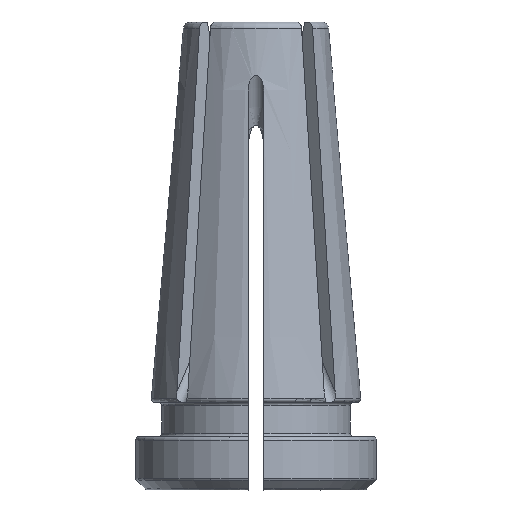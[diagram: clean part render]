
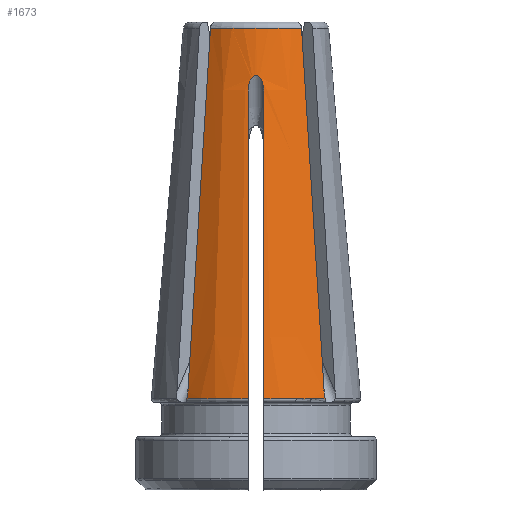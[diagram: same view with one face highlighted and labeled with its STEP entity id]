
A CAD part, left-side view. The second image highlights one B-rep face of the part: STEP entity #1673.
In plain terms, the highlighted conical face has half-angle 5 degrees and reference radius 3.06 mm.
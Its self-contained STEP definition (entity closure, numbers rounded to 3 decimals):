
#55=CONICAL_SURFACE('',#1809,3.06,0.087);
#150=B_SPLINE_CURVE_WITH_KNOTS('',3,(#2792,#2793,#2794,#2795),
 .UNSPECIFIED.,.F.,.F.,(4,4),(0.,0.011),
 .UNSPECIFIED.);
#151=B_SPLINE_CURVE_WITH_KNOTS('',3,(#2798,#2799,#2800,#2801),
 .UNSPECIFIED.,.F.,.F.,(4,4),(0.,0.),
 .UNSPECIFIED.);
#152=B_SPLINE_CURVE_WITH_KNOTS('',3,(#2802,#2803,#2804,#2805),
 .UNSPECIFIED.,.F.,.F.,(4,4),(0.021,0.03),
 .UNSPECIFIED.);
#153=B_SPLINE_CURVE_WITH_KNOTS('',3,(#2807,#2808,#2809,#2810,#2811,#2812,
#2813,#2814,#2815),.UNSPECIFIED.,.F.,.F.,(4,1,1,1,1,1,4),(0.,
0.,0.,0.001,0.001,
0.001,0.001),.UNSPECIFIED.);
#154=B_SPLINE_CURVE_WITH_KNOTS('',3,(#2817,#2818,#2819,#2820),
 .UNSPECIFIED.,.F.,.F.,(4,4),(0.021,0.03),
 .UNSPECIFIED.);
#155=B_SPLINE_CURVE_WITH_KNOTS('',3,(#2824,#2825,#2826,#2827),
 .UNSPECIFIED.,.F.,.F.,(4,4),(0.,0.),.UNSPECIFIED.);
#156=B_SPLINE_CURVE_WITH_KNOTS('',3,(#2829,#2830,#2831,#2832),
 .UNSPECIFIED.,.F.,.F.,(4,4),(0.,0.011),
 .UNSPECIFIED.);
#253=CIRCLE('',#1808,3.05);
#254=CIRCLE('',#1810,3.05);
#255=CIRCLE('',#1811,2.109);
#440=ORIENTED_EDGE('',*,*,#972,.F.);
#441=ORIENTED_EDGE('',*,*,#973,.T.);
#442=ORIENTED_EDGE('',*,*,#970,.T.);
#443=ORIENTED_EDGE('',*,*,#974,.F.);
#444=ORIENTED_EDGE('',*,*,#975,.T.);
#445=ORIENTED_EDGE('',*,*,#976,.T.);
#446=ORIENTED_EDGE('',*,*,#977,.T.);
#447=ORIENTED_EDGE('',*,*,#978,.T.);
#448=ORIENTED_EDGE('',*,*,#979,.T.);
#449=ORIENTED_EDGE('',*,*,#980,.T.);
#970=EDGE_CURVE('',#1227,#1226,#253,.T.);
#972=EDGE_CURVE('',#1228,#1229,#150,.T.);
#973=EDGE_CURVE('',#1228,#1227,#151,.T.);
#974=EDGE_CURVE('',#1230,#1226,#152,.T.);
#975=EDGE_CURVE('',#1230,#1231,#153,.T.);
#976=EDGE_CURVE('',#1231,#1232,#154,.T.);
#977=EDGE_CURVE('',#1232,#1233,#254,.T.);
#978=EDGE_CURVE('',#1233,#1234,#155,.T.);
#979=EDGE_CURVE('',#1234,#1235,#156,.T.);
#980=EDGE_CURVE('',#1235,#1229,#255,.F.);
#1226=VERTEX_POINT('',#2781);
#1227=VERTEX_POINT('',#2783);
#1228=VERTEX_POINT('',#2796);
#1229=VERTEX_POINT('',#2797);
#1230=VERTEX_POINT('',#2806);
#1231=VERTEX_POINT('',#2816);
#1232=VERTEX_POINT('',#2821);
#1233=VERTEX_POINT('',#2823);
#1234=VERTEX_POINT('',#2828);
#1235=VERTEX_POINT('',#2833);
#1477=EDGE_LOOP('',(#440,#441,#442,#443,#444,#445,#446,#447,#448,#449));
#1571=FACE_BOUND('',#1477,.T.);
#1673=ADVANCED_FACE('',(#1571),#55,.T.);
#1808=AXIS2_PLACEMENT_3D('',#2782,#2072,#2073);
#1809=AXIS2_PLACEMENT_3D('',#2791,#2074,#2075);
#1810=AXIS2_PLACEMENT_3D('',#2822,#2076,#2077);
#1811=AXIS2_PLACEMENT_3D('',#2834,#2078,#2079);
#2072=DIRECTION('',(0.,0.,1.));
#2073=DIRECTION('',(1.,0.,0.));
#2074=DIRECTION('',(0.,0.,-1.));
#2075=DIRECTION('',(-1.,0.,0.));
#2076=DIRECTION('',(0.,0.,1.));
#2077=DIRECTION('',(1.,0.,0.));
#2078=DIRECTION('',(0.,0.,1.));
#2079=DIRECTION('',(1.,0.,0.));
#2781=CARTESIAN_POINT('',(-3.042,0.225,2.659));
#2782=CARTESIAN_POINT('',(0.,0.,2.659));
#2783=CARTESIAN_POINT('',(-2.298,2.006,2.659));
#2791=CARTESIAN_POINT('',(0.,0.,2.55));
#2792=CARTESIAN_POINT('',(-2.298,1.98,2.851));
#2793=CARTESIAN_POINT('',(-2.08,1.762,6.373));
#2794=CARTESIAN_POINT('',(-1.861,1.543,9.895));
#2795=CARTESIAN_POINT('',(-1.642,1.324,13.417));
#2796=CARTESIAN_POINT('',(-2.298,1.98,2.851));
#2797=CARTESIAN_POINT('',(-1.642,1.324,13.417));
#2798=CARTESIAN_POINT('',(-2.298,1.98,2.851));
#2799=CARTESIAN_POINT('',(-2.302,1.984,2.786));
#2800=CARTESIAN_POINT('',(-2.303,1.992,2.722));
#2801=CARTESIAN_POINT('',(-2.298,2.006,2.659));
#2802=CARTESIAN_POINT('',(-2.258,0.225,11.595));
#2803=CARTESIAN_POINT('',(-2.519,0.225,8.616));
#2804=CARTESIAN_POINT('',(-2.781,0.225,5.637));
#2805=CARTESIAN_POINT('',(-3.042,0.225,2.659));
#2806=CARTESIAN_POINT('',(-2.258,0.225,11.595));
#2807=CARTESIAN_POINT('',(-2.258,0.225,11.595));
#2808=CARTESIAN_POINT('',(-2.249,0.225,11.687));
#2809=CARTESIAN_POINT('',(-2.24,0.204,11.824));
#2810=CARTESIAN_POINT('',(-2.231,0.129,11.994));
#2811=CARTESIAN_POINT('',(-2.227,0.,12.088));
#2812=CARTESIAN_POINT('',(-2.231,-0.129,11.994));
#2813=CARTESIAN_POINT('',(-2.239,-0.204,11.825));
#2814=CARTESIAN_POINT('',(-2.249,-0.225,11.687));
#2815=CARTESIAN_POINT('',(-2.258,-0.225,11.595));
#2816=CARTESIAN_POINT('',(-2.258,-0.225,11.595));
#2817=CARTESIAN_POINT('',(-2.258,-0.225,11.595));
#2818=CARTESIAN_POINT('',(-2.519,-0.225,8.616));
#2819=CARTESIAN_POINT('',(-2.781,-0.225,5.637));
#2820=CARTESIAN_POINT('',(-3.042,-0.225,2.659));
#2821=CARTESIAN_POINT('',(-3.042,-0.225,2.659));
#2822=CARTESIAN_POINT('',(0.,0.,2.659));
#2823=CARTESIAN_POINT('',(-2.298,-2.006,2.659));
#2824=CARTESIAN_POINT('',(-2.298,-2.006,2.659));
#2825=CARTESIAN_POINT('',(-2.303,-1.992,2.722));
#2826=CARTESIAN_POINT('',(-2.302,-1.984,2.786));
#2827=CARTESIAN_POINT('',(-2.298,-1.98,2.851));
#2828=CARTESIAN_POINT('',(-2.298,-1.98,2.851));
#2829=CARTESIAN_POINT('',(-2.298,-1.98,2.851));
#2830=CARTESIAN_POINT('',(-2.08,-1.762,6.373));
#2831=CARTESIAN_POINT('',(-1.861,-1.543,9.895));
#2832=CARTESIAN_POINT('',(-1.642,-1.324,13.417));
#2833=CARTESIAN_POINT('',(-1.642,-1.324,13.417));
#2834=CARTESIAN_POINT('',(0.,0.,13.417));
